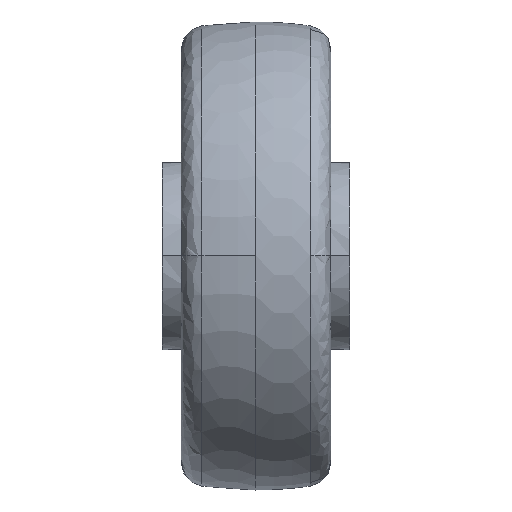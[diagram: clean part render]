
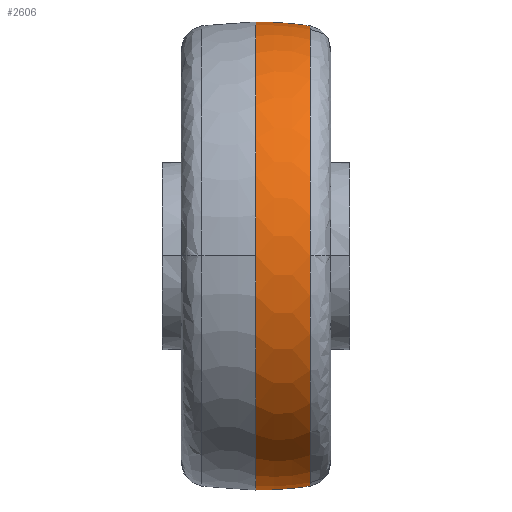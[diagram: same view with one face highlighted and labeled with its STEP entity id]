
A CAD part, top view. The second image highlights one B-rep face of the part: STEP entity #2606.
In plain terms, the highlighted toroidal (fillet/blend) face has major radius 32.499 mm and minor radius 95 mm.
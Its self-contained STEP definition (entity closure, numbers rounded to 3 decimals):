
#9 = EDGE_CURVE ( 'NONE', #2367, #3698, #1418, .T. ) ;
#370 = CARTESIAN_POINT ( 'NONE',  ( 13.987, -60.918, 0. ) ) ;
#485 = CIRCLE ( 'NONE', #955, 62.5 ) ;
#664 = ORIENTED_EDGE ( 'NONE', *, *, #3899, .T. ) ;
#711 = ORIENTED_EDGE ( 'NONE', *, *, #3467, .T. ) ;
#818 = ORIENTED_EDGE ( 'NONE', *, *, #837, .F. ) ;
#837 = EDGE_CURVE ( 'NONE', #2436, #2367, #485, .T. ) ;
#898 = AXIS2_PLACEMENT_3D ( 'NONE', #1405, #3375, #2382 ) ;
#955 = AXIS2_PLACEMENT_3D ( 'NONE', #1822, #1136, #2851 ) ;
#990 = ORIENTED_EDGE ( 'NONE', *, *, #3197, .T. ) ;
#1011 = EDGE_LOOP ( 'NONE', ( #990, #711, #664, #2943, #818, #2301 ) ) ;
#1075 = TOROIDAL_SURFACE ( 'NONE', #1217, -32.499, 95. ) ;
#1136 = DIRECTION ( 'NONE',  ( -1., 0., 0. ) ) ;
#1138 = AXIS2_PLACEMENT_3D ( 'NONE', #3252, #2642, #1333 ) ;
#1217 = AXIS2_PLACEMENT_3D ( 'NONE', #1325, #1647, #2074 ) ;
#1293 = CIRCLE ( 'NONE', #3702, 61.459 ) ;
#1325 = CARTESIAN_POINT ( 'NONE',  ( -0.048, 0.541, 0. ) ) ;
#1333 = DIRECTION ( 'NONE',  ( -1., 0., 0. ) ) ;
#1405 = CARTESIAN_POINT ( 'NONE',  ( -0.048, -31.958, 0. ) ) ;
#1418 = CIRCLE ( 'NONE', #2592, 62.5 ) ;
#1566 = DIRECTION ( 'NONE',  ( -1., 0., 0. ) ) ;
#1626 = CARTESIAN_POINT ( 'NONE',  ( -0.472, -61.959, 0. ) ) ;
#1647 = DIRECTION ( 'NONE',  ( -1., 0., 0. ) ) ;
#1822 = CARTESIAN_POINT ( 'NONE',  ( -0.472, 0.541, 0. ) ) ;
#1874 = DIRECTION ( 'NONE',  ( 0., 0., 1. ) ) ;
#1931 = CIRCLE ( 'NONE', #2839, 61.459 ) ;
#2012 = EDGE_CURVE ( 'NONE', #3419, #2436, #2816, .T. ) ;
#2074 = DIRECTION ( 'NONE',  ( 0., -1., 0. ) ) ;
#2099 = DIRECTION ( 'NONE',  ( 0., 0., 1. ) ) ;
#2224 = VERTEX_POINT ( 'NONE', #3087 ) ;
#2230 = CIRCLE ( 'NONE', #898, 95. ) ;
#2301 = ORIENTED_EDGE ( 'NONE', *, *, #2012, .F. ) ;
#2305 = VERTEX_POINT ( 'NONE', #2464 ) ;
#2367 = VERTEX_POINT ( 'NONE', #3503 ) ;
#2382 = DIRECTION ( 'NONE',  ( 0., -1., 0. ) ) ;
#2436 = VERTEX_POINT ( 'NONE', #1626 ) ;
#2464 = CARTESIAN_POINT ( 'NONE',  ( 13.987, 61.999, 0. ) ) ;
#2534 = DIRECTION ( 'NONE',  ( 0., 0., 1. ) ) ;
#2592 = AXIS2_PLACEMENT_3D ( 'NONE', #3848, #3177, #2534 ) ;
#2606 = ADVANCED_FACE ( 'NONE', ( #3666 ), #1075, .T. ) ;
#2642 = DIRECTION ( 'NONE',  ( 0., 0., -1. ) ) ;
#2788 = CARTESIAN_POINT ( 'NONE',  ( 13.987, 0.541, 0. ) ) ;
#2816 = CIRCLE ( 'NONE', #1138, 95. ) ;
#2839 = AXIS2_PLACEMENT_3D ( 'NONE', #2859, #1566, #1874 ) ;
#2851 = DIRECTION ( 'NONE',  ( 0., 0., 1. ) ) ;
#2859 = CARTESIAN_POINT ( 'NONE',  ( 13.987, 0.541, 0. ) ) ;
#2943 = ORIENTED_EDGE ( 'NONE', *, *, #9, .F. ) ;
#3087 = CARTESIAN_POINT ( 'NONE',  ( 13.987, 0.541, 61.459 ) ) ;
#3105 = DIRECTION ( 'NONE',  ( -1., 0., 0. ) ) ;
#3177 = DIRECTION ( 'NONE',  ( -1., 0., 0. ) ) ;
#3197 = EDGE_CURVE ( 'NONE', #3419, #2224, #1293, .T. ) ;
#3252 = CARTESIAN_POINT ( 'NONE',  ( -0.048, 33.04, 0. ) ) ;
#3375 = DIRECTION ( 'NONE',  ( 0., 0., 1. ) ) ;
#3419 = VERTEX_POINT ( 'NONE', #370 ) ;
#3467 = EDGE_CURVE ( 'NONE', #2224, #2305, #1931, .T. ) ;
#3503 = CARTESIAN_POINT ( 'NONE',  ( -0.472, 0.541, 62.5 ) ) ;
#3666 = FACE_OUTER_BOUND ( 'NONE', #1011, .T. ) ;
#3698 = VERTEX_POINT ( 'NONE', #4212 ) ;
#3702 = AXIS2_PLACEMENT_3D ( 'NONE', #2788, #3105, #2099 ) ;
#3848 = CARTESIAN_POINT ( 'NONE',  ( -0.472, 0.541, 0. ) ) ;
#3899 = EDGE_CURVE ( 'NONE', #2305, #3698, #2230, .T. ) ;
#4212 = CARTESIAN_POINT ( 'NONE',  ( -0.472, 63.041, 0. ) ) ;
